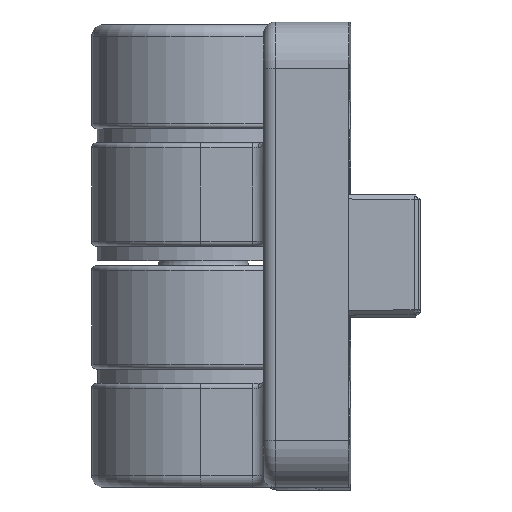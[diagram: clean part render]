
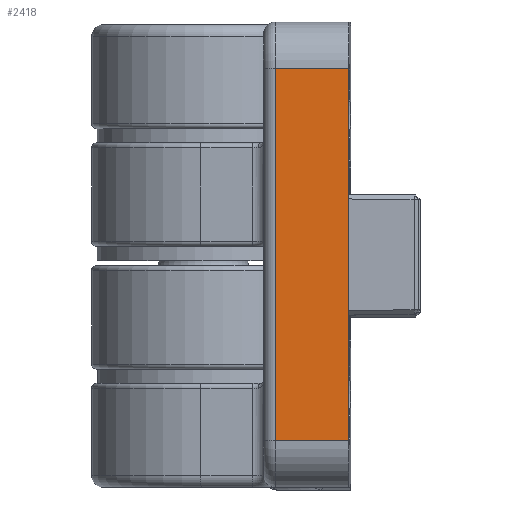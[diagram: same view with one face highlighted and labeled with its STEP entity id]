
A CAD part, left-side view. The second image highlights one B-rep face of the part: STEP entity #2418.
In plain terms, the highlighted face is planar.
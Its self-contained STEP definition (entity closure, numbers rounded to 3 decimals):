
#60=PLANE('',#2625);
#231=LINE('',#3839,#414);
#232=LINE('',#3841,#415);
#233=LINE('',#3843,#416);
#234=LINE('',#3844,#417);
#414=VECTOR('',#3027,4.75);
#415=VECTOR('',#3028,24.);
#416=VECTOR('',#3029,4.75);
#417=VECTOR('',#3030,24.);
#615=FACE_OUTER_BOUND('',#770,.T.);
#770=EDGE_LOOP('',(#1693,#1694,#1695,#1696));
#1140=VERTEX_POINT('',#3837);
#1141=VERTEX_POINT('',#3838);
#1142=VERTEX_POINT('',#3840);
#1143=VERTEX_POINT('',#3842);
#1354=EDGE_CURVE('',#1140,#1141,#231,.T.);
#1355=EDGE_CURVE('',#1141,#1142,#232,.T.);
#1356=EDGE_CURVE('',#1142,#1143,#233,.T.);
#1357=EDGE_CURVE('',#1143,#1140,#234,.T.);
#1693=ORIENTED_EDGE('',*,*,#1354,.T.);
#1694=ORIENTED_EDGE('',*,*,#1355,.T.);
#1695=ORIENTED_EDGE('',*,*,#1356,.T.);
#1696=ORIENTED_EDGE('',*,*,#1357,.T.);
#2418=ADVANCED_FACE('',(#615),#60,.T.);
#2625=AXIS2_PLACEMENT_3D('',#3836,#3025,#3026);
#3025=DIRECTION('center_axis',(-1.,0.,0.));
#3026=DIRECTION('ref_axis',(0.,0.,1.));
#3027=DIRECTION('',(0.,1.,0.));
#3028=DIRECTION('',(0.,0.,-1.));
#3029=DIRECTION('',(0.,-1.,0.));
#3030=DIRECTION('',(0.,0.,1.));
#3836=CARTESIAN_POINT('Origin',(-30.,-4.,-15.));
#3837=CARTESIAN_POINT('',(-30.,-9.5,12.));
#3838=CARTESIAN_POINT('',(-30.,-4.75,12.));
#3839=CARTESIAN_POINT('',(-30.,-4.,12.));
#3840=CARTESIAN_POINT('',(-30.,-4.75,-12.));
#3841=CARTESIAN_POINT('',(-30.,-4.75,-15.));
#3842=CARTESIAN_POINT('',(-30.,-9.5,-12.));
#3843=CARTESIAN_POINT('',(-30.,-9.5,-12.));
#3844=CARTESIAN_POINT('',(-30.,-9.5,-15.));
